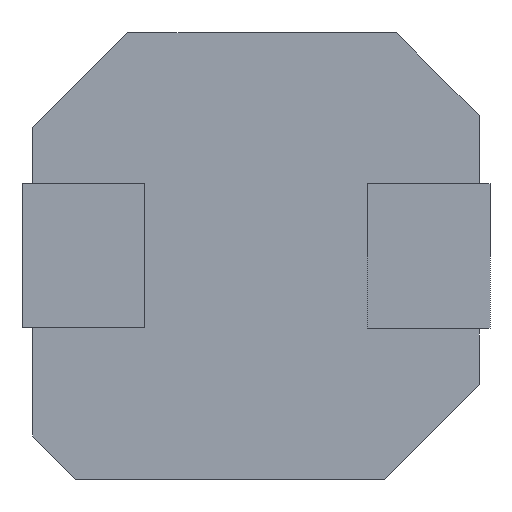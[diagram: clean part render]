
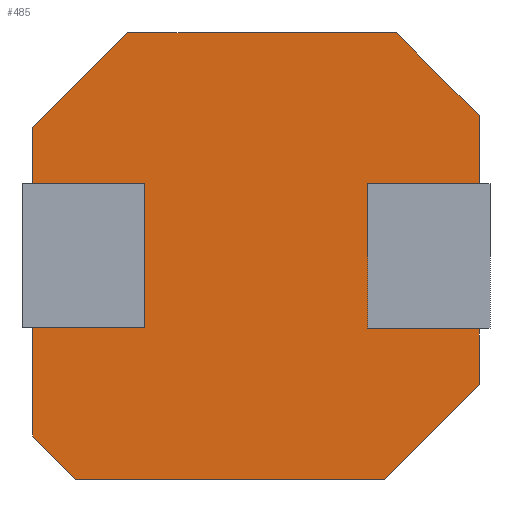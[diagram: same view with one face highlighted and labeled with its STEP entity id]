
A CAD part, front view. The second image highlights one B-rep face of the part: STEP entity #485.
In plain terms, the highlighted planar face has unit normal (0, -1, 0).
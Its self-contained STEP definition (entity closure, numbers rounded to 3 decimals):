
#37 = VECTOR ( 'NONE', #71, 1000. ) ;
#71 = DIRECTION ( 'NONE',  ( 0., 0., -1. ) ) ;
#83 = DIRECTION ( 'NONE',  ( 0., 0., 1. ) ) ;
#89 = EDGE_CURVE ( 'NONE', #155, #679, #106, .T. ) ;
#106 = LINE ( 'NONE', #801, #313 ) ;
#112 = CARTESIAN_POINT ( 'NONE',  ( 1.95, 0., 3.1 ) ) ;
#120 = CARTESIAN_POINT ( 'NONE',  ( 1.779, 0., -3.1 ) ) ;
#122 = CARTESIAN_POINT ( 'NONE',  ( 1.95, 0., 3.1 ) ) ;
#131 = VERTEX_POINT ( 'NONE', #112 ) ;
#141 = ORIENTED_EDGE ( 'NONE', *, *, #348, .T. ) ;
#155 = VERTEX_POINT ( 'NONE', #120 ) ;
#164 = DIRECTION ( 'NONE',  ( 1., 0., 0. ) ) ;
#187 = ORIENTED_EDGE ( 'NONE', *, *, #89, .T. ) ;
#190 = EDGE_CURVE ( 'NONE', #155, #697, #602, .T. ) ;
#194 = CARTESIAN_POINT ( 'NONE',  ( 3.1, 0., -1.779 ) ) ;
#204 = DIRECTION ( 'NONE',  ( -0.707, 0., -0.707 ) ) ;
#206 = CARTESIAN_POINT ( 'NONE',  ( -3.1, 0., 1.779 ) ) ;
#211 = CARTESIAN_POINT ( 'NONE',  ( -3.1, 0., 1.779 ) ) ;
#212 = VECTOR ( 'NONE', #83, 1000. ) ;
#250 = LINE ( 'NONE', #549, #37 ) ;
#258 = VECTOR ( 'NONE', #603, 1000. ) ;
#259 = CARTESIAN_POINT ( 'NONE',  ( -2.5, 0., -3.1 ) ) ;
#268 = VERTEX_POINT ( 'NONE', #211 ) ;
#270 = ORIENTED_EDGE ( 'NONE', *, *, #785, .F. ) ;
#275 = EDGE_CURVE ( 'NONE', #648, #268, #451, .T. ) ;
#294 = CARTESIAN_POINT ( 'NONE',  ( -2.5, 0., -3.1 ) ) ;
#313 = VECTOR ( 'NONE', #663, 1000. ) ;
#339 = ORIENTED_EDGE ( 'NONE', *, *, #275, .T. ) ;
#341 = ORIENTED_EDGE ( 'NONE', *, *, #422, .F. ) ;
#348 = EDGE_CURVE ( 'NONE', #500, #697, #845, .T. ) ;
#375 = DIRECTION ( 'NONE',  ( 0., 0., 1. ) ) ;
#409 = VECTOR ( 'NONE', #462, 1000. ) ;
#422 = EDGE_CURVE ( 'NONE', #623, #679, #250, .T. ) ;
#451 = LINE ( 'NONE', #206, #804 ) ;
#453 = EDGE_CURVE ( 'NONE', #648, #131, #811, .T. ) ;
#462 = DIRECTION ( 'NONE',  ( -0.707, 0., 0.707 ) ) ;
#482 = DIRECTION ( 'NONE',  ( 0.707, 0., -0.707 ) ) ;
#485 = ADVANCED_FACE ( 'NONE', ( #760 ), #638, .F. ) ;
#486 = CARTESIAN_POINT ( 'NONE',  ( -3.1, 0., -3.1 ) ) ;
#500 = VERTEX_POINT ( 'NONE', #508 ) ;
#508 = CARTESIAN_POINT ( 'NONE',  ( -3.1, 0., -2.5 ) ) ;
#522 = AXIS2_PLACEMENT_3D ( 'NONE', #704, #716, #375 ) ;
#525 = CARTESIAN_POINT ( 'NONE',  ( 3.1, 0., 1.95 ) ) ;
#549 = CARTESIAN_POINT ( 'NONE',  ( 3.1, 0., -3.1 ) ) ;
#553 = LINE ( 'NONE', #122, #409 ) ;
#602 = LINE ( 'NONE', #815, #258 ) ;
#603 = DIRECTION ( 'NONE',  ( -1., 0., 0. ) ) ;
#611 = ORIENTED_EDGE ( 'NONE', *, *, #724, .T. ) ;
#614 = ORIENTED_EDGE ( 'NONE', *, *, #453, .F. ) ;
#623 = VERTEX_POINT ( 'NONE', #525 ) ;
#631 = VECTOR ( 'NONE', #164, 1000. ) ;
#638 = PLANE ( 'NONE',  #522 ) ;
#645 = VECTOR ( 'NONE', #482, 1000. ) ;
#648 = VERTEX_POINT ( 'NONE', #861 ) ;
#663 = DIRECTION ( 'NONE',  ( 0.707, 0., 0.707 ) ) ;
#679 = VERTEX_POINT ( 'NONE', #194 ) ;
#697 = VERTEX_POINT ( 'NONE', #259 ) ;
#698 = LINE ( 'NONE', #486, #212 ) ;
#704 = CARTESIAN_POINT ( 'NONE',  ( 0., 0., 0. ) ) ;
#716 = DIRECTION ( 'NONE',  ( 0., 1., 0. ) ) ;
#724 = EDGE_CURVE ( 'NONE', #623, #131, #553, .T. ) ;
#753 = ORIENTED_EDGE ( 'NONE', *, *, #190, .F. ) ;
#760 = FACE_OUTER_BOUND ( 'NONE', #807, .T. ) ;
#785 = EDGE_CURVE ( 'NONE', #500, #268, #698, .T. ) ;
#801 = CARTESIAN_POINT ( 'NONE',  ( 1.779, 0., -3.1 ) ) ;
#804 = VECTOR ( 'NONE', #204, 1000. ) ;
#807 = EDGE_LOOP ( 'NONE', ( #270, #141, #753, #187, #341, #611, #614, #339 ) ) ;
#811 = LINE ( 'NONE', #835, #631 ) ;
#815 = CARTESIAN_POINT ( 'NONE',  ( -3.1, 0., -3.1 ) ) ;
#835 = CARTESIAN_POINT ( 'NONE',  ( -3.1, 0., 3.1 ) ) ;
#845 = LINE ( 'NONE', #294, #645 ) ;
#861 = CARTESIAN_POINT ( 'NONE',  ( -1.779, 0., 3.1 ) ) ;
